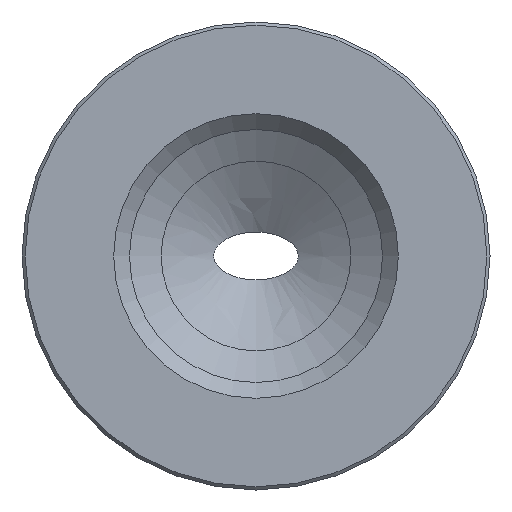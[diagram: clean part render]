
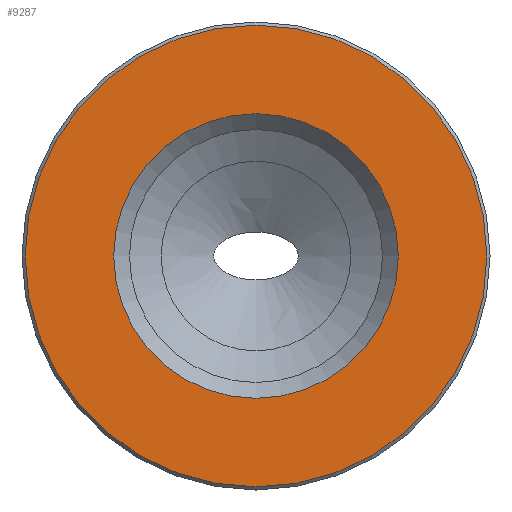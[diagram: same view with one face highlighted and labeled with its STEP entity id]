
A CAD part, left-side view. The second image highlights one B-rep face of the part: STEP entity #9287.
In plain terms, the highlighted planar face has unit normal (-1, 0, 0).
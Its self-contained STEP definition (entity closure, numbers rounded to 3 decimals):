
#9215=CARTESIAN_POINT('',(0.0,-4.5,0.));
#9216=VERTEX_POINT('',#9215);
#9217=CARTESIAN_POINT('',(0.0,0.0,0.0));
#9218=DIRECTION('',(-1.0,0.0,0.0));
#9219=DIRECTION('',(0.0,1.0,0.0));
#9220=AXIS2_PLACEMENT_3D('',#9217,#9218,#9219);
#9221=CIRCLE('',#9220,4.5);
#9222=EDGE_CURVE('',#9216,#9216,#9221,.T.);
#9268=CARTESIAN_POINT('',(0.0,3.7,0.0));
#9269=DIRECTION('',(-1.0,0.0,0.0));
#9270=DIRECTION('',(0.0,0.0,1.0));
#9271=AXIS2_PLACEMENT_3D('',#9268,#9269,#9270);
#9272=PLANE('',#9271);
#9273=CARTESIAN_POINT('',(0.0,7.3,0.));
#9274=VERTEX_POINT('',#9273);
#9275=CARTESIAN_POINT('',(0.0,0.0,0.0));
#9276=DIRECTION('',(1.0,0.0,0.0));
#9277=DIRECTION('',(0.0,-1.0,0.0));
#9278=AXIS2_PLACEMENT_3D('',#9275,#9276,#9277);
#9279=CIRCLE('',#9278,7.3);
#9280=EDGE_CURVE('',#9274,#9274,#9279,.T.);
#9281=ORIENTED_EDGE('',*,*,#9280,.F.);
#9282=EDGE_LOOP('',(#9281));
#9283=FACE_OUTER_BOUND('',#9282,.T.);
#9284=ORIENTED_EDGE('',*,*,#9222,.F.);
#9285=EDGE_LOOP('',(#9284));
#9286=FACE_BOUND('',#9285,.T.);
#9287=ADVANCED_FACE('',(#9283,#9286),#9272,.T.);
